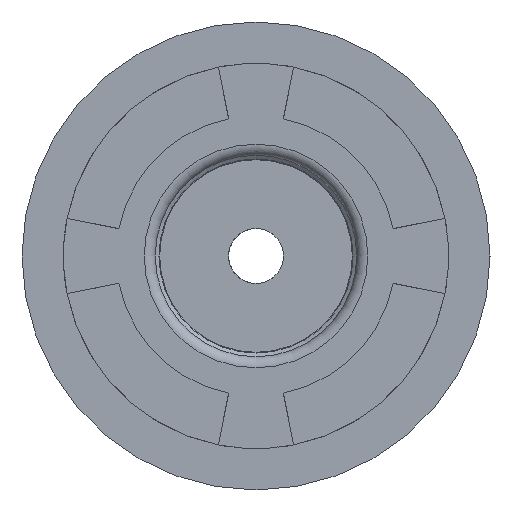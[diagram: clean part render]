
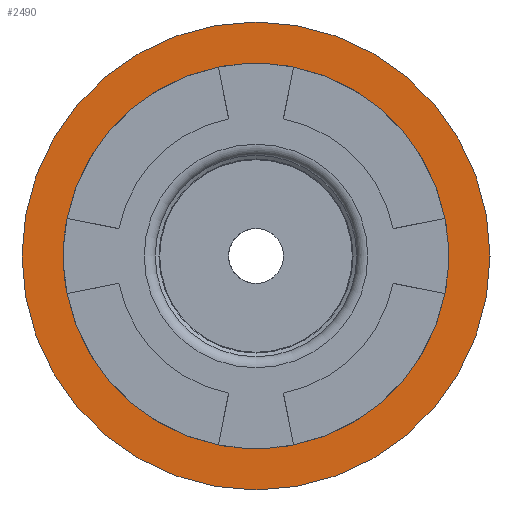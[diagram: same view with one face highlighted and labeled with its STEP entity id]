
A CAD part, left-side view. The second image highlights one B-rep face of the part: STEP entity #2490.
In plain terms, the highlighted planar face has unit normal (-1, 0, 0).
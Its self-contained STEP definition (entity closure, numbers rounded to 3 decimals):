
#61=FACE_BOUND('',#506,.T.);
#251=PLANE('',#2736);
#369=FACE_OUTER_BOUND('',#505,.T.);
#505=EDGE_LOOP('',(#2209));
#506=EDGE_LOOP('',(#2210));
#816=CIRCLE('',#2592,0.339);
#899=CIRCLE('',#2737,0.425);
#992=VERTEX_POINT('',#3605);
#1147=VERTEX_POINT('',#6499);
#1263=EDGE_CURVE('',#992,#992,#816,.T.);
#1521=EDGE_CURVE('',#1147,#1147,#899,.T.);
#2209=ORIENTED_EDGE('',*,*,#1521,.F.);
#2210=ORIENTED_EDGE('',*,*,#1263,.T.);
#2490=ADVANCED_FACE('',(#369,#61),#251,.T.);
#2592=AXIS2_PLACEMENT_3D('',#3606,#2945,#2946);
#2736=AXIS2_PLACEMENT_3D('',#6498,#3279,#3280);
#2737=AXIS2_PLACEMENT_3D('',#6500,#3281,#3282);
#2945=DIRECTION('center_axis',(1.,0.,0.));
#2946=DIRECTION('ref_axis',(0.,0.,
1.));
#3279=DIRECTION('center_axis',(-1.,0.,0.));
#3280=DIRECTION('ref_axis',(0.,0.,1.));
#3281=DIRECTION('center_axis',(1.,0.,0.));
#3282=DIRECTION('ref_axis',(0.,1.,0.));
#3605=CARTESIAN_POINT('',(2.106,0.721,-0.339));
#3606=CARTESIAN_POINT('Origin',(2.106,0.721,0.));
#6498=CARTESIAN_POINT('Origin',(2.106,0.721,0.425));
#6499=CARTESIAN_POINT('',(2.106,0.721,-0.425));
#6500=CARTESIAN_POINT('Origin',(2.106,0.721,0.));
